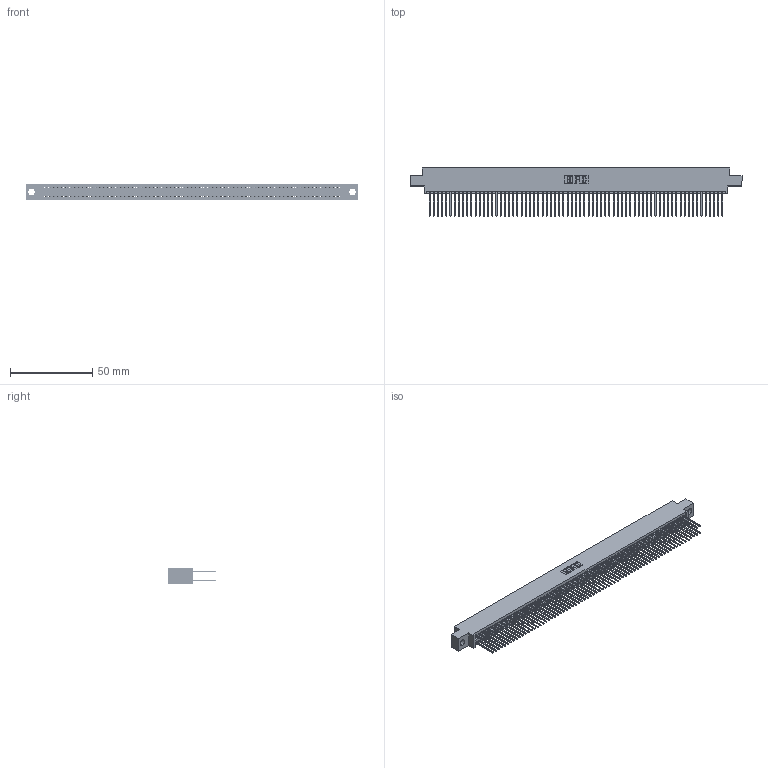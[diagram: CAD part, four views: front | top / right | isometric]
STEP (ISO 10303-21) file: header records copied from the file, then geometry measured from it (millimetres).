
FILE_DESCRIPTION (( 'STEP AP203' ), '1' );
FILE_NAME ('345-142-540-804.STEP', '2018-10-22T12:08:33', ( '' ), ( '' ), 'SwSTEP 2.0', 'SolidWorks 2016', '' );
FILE_SCHEMA (( 'CONFIG_CONTROL_DESIGN' ));
Length unit declared in the file: inch
Products named in the file (3): 345 Part_0.170 Offset - 0.156 Dia-TH; 345-142-540-804; 345-292-001_345-293-140
Assembly tree (143 placements, depth 2):
  345-142-540-804
    345 Part_0.170 Offset - 0.156 Dia-TH
    345-292-001_345-293-140  x142
Bounding box: 201.55 x 29.13 x 9.4 mm (x, y, z)
Volume: 20185 mm3; surface area: 32854.5 mm2
Topology: 143 solids, 143 shells, 7230 faces, 21511 edges, 14150 vertices
Faces by surface type: plane 4770, cylinder 2460
Entity records: 51957 total; most frequent: CARTESIAN_POINT 8684, ORIENTED_EDGE 8618, DIRECTION 7621, EDGE_CURVE 4309, VECTOR 3893, LINE 3893, VERTEX_POINT 2870, AXIS2_PLACEMENT_3D 1864
